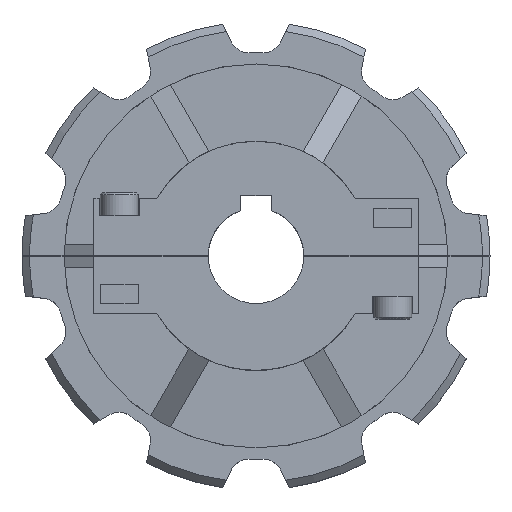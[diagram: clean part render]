
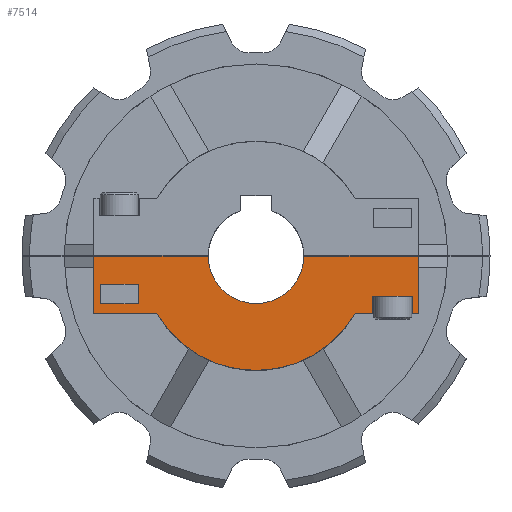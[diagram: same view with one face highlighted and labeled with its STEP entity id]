
A CAD part, top view. The second image highlights one B-rep face of the part: STEP entity #7514.
In plain terms, the highlighted planar face has unit normal (0, 0, 1).
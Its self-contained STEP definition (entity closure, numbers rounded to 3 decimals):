
#5030=DIRECTION('',(-1.,0.,0.));
#5031=VECTOR('',#5030,16.519);
#5032=CARTESIAN_POINT('',(-25.981,-15.,29.25));
#5033=LINE('',#5032,#5031);
#5038=DIRECTION('',(0.,1.,0.));
#5039=VECTOR('',#5038,14.875);
#5040=CARTESIAN_POINT('',(-42.5,-15.,29.25));
#5041=LINE('',#5040,#5039);
#5546=DIRECTION('',(-1.,0.,0.));
#5547=VECTOR('',#5546,1.5);
#5548=CARTESIAN_POINT('',(42.5,-15.,29.25));
#5549=LINE('',#5548,#5547);
#5558=DIRECTION('',(-1.,0.,0.));
#5559=VECTOR('',#5558,4.519);
#5560=CARTESIAN_POINT('',(30.5,-15.,29.25));
#5561=LINE('',#5560,#5559);
#5580=DIRECTION('',(0.,1.,0.));
#5581=VECTOR('',#5580,5.1);
#5582=CARTESIAN_POINT('',(-40.81,-12.5,29.25));
#5583=LINE('',#5582,#5581);
#5584=DIRECTION('',(-1.,0.,0.));
#5585=VECTOR('',#5584,9.83);
#5586=CARTESIAN_POINT('',(-30.98,-12.5,29.25));
#5587=LINE('',#5586,#5585);
#5588=DIRECTION('',(0.,-1.,0.));
#5589=VECTOR('',#5588,5.1);
#5590=CARTESIAN_POINT('',(-30.98,-7.4,29.25));
#5591=LINE('',#5590,#5589);
#5592=DIRECTION('',(1.,0.,0.));
#5593=VECTOR('',#5592,9.83);
#5594=CARTESIAN_POINT('',(-40.81,-7.4,29.25));
#5595=LINE('',#5594,#5593);
#5596=DIRECTION('',(1.,0.,0.));
#5597=VECTOR('',#5596,30.001);
#5598=CARTESIAN_POINT('',(-42.5,-0.125,29.25));
#5599=LINE('',#5598,#5597);
#5600=CARTESIAN_POINT('',(0.,0.,29.25));
#5601=DIRECTION('',(0.,0.,-1.));
#5602=DIRECTION('',(1.,-0.01,0.));
#5603=AXIS2_PLACEMENT_3D('',#5600,#5601,#5602);
#5605=DIRECTION('',(1.,0.,0.));
#5606=VECTOR('',#5605,30.001);
#5607=CARTESIAN_POINT('',(12.499,-0.125,29.25));
#5608=LINE('',#5607,#5606);
#5609=DIRECTION('',(1.,0.,0.));
#5610=VECTOR('',#5609,10.5);
#5611=CARTESIAN_POINT('',(30.5,-10.54,29.25));
#5612=LINE('',#5611,#5610);
#5613=DIRECTION('',(0.,1.,0.));
#5614=VECTOR('',#5613,4.46);
#5615=CARTESIAN_POINT('',(30.5,-15.,29.25));
#5616=LINE('',#5615,#5614);
#5617=CARTESIAN_POINT('',(0.,0.,29.25));
#5618=DIRECTION('',(0.,0.,1.));
#5619=DIRECTION('',(-0.866,-0.5,0.));
#5620=AXIS2_PLACEMENT_3D('',#5617,#5618,#5619);
#6110=DIRECTION('',(0.,-1.,0.));
#6111=VECTOR('',#6110,14.875);
#6112=CARTESIAN_POINT('',(42.5,-0.125,29.25));
#6113=LINE('',#6112,#6111);
#6135=DIRECTION('',(0.,1.,0.));
#6136=VECTOR('',#6135,4.46);
#6137=CARTESIAN_POINT('',(41.,-15.,29.25));
#6138=LINE('',#6137,#6136);
#6520=CARTESIAN_POINT('',(-30.98,-7.4,29.25));
#6522=VERTEX_POINT('',#6520);
#6524=CARTESIAN_POINT('',(30.5,-15.,29.25));
#6525=CARTESIAN_POINT('',(30.5,-10.54,29.25));
#6526=VERTEX_POINT('',#6524);
#6527=VERTEX_POINT('',#6525);
#6566=CARTESIAN_POINT('',(-40.81,-12.5,29.25));
#6568=VERTEX_POINT('',#6566);
#6622=CARTESIAN_POINT('',(42.5,-15.,29.25));
#6623=CARTESIAN_POINT('',(41.,-15.,29.25));
#6624=VERTEX_POINT('',#6622);
#6625=VERTEX_POINT('',#6623);
#6678=CARTESIAN_POINT('',(-40.81,-7.4,29.25));
#6679=VERTEX_POINT('',#6678);
#6719=CARTESIAN_POINT('',(-25.981,-15.,29.25));
#6720=CARTESIAN_POINT('',(-42.5,-15.,29.25));
#6721=VERTEX_POINT('',#6719);
#6722=VERTEX_POINT('',#6720);
#6735=CARTESIAN_POINT('',(-30.98,-12.5,29.25));
#6736=VERTEX_POINT('',#6735);
#6773=CARTESIAN_POINT('',(25.981,-15.,29.25));
#6774=VERTEX_POINT('',#6773);
#6813=CARTESIAN_POINT('',(41.,-10.54,29.25));
#6814=VERTEX_POINT('',#6813);
#6855=CARTESIAN_POINT('',(-42.5,-0.125,29.25));
#6856=CARTESIAN_POINT('',(-12.499,-0.125,29.25));
#6857=VERTEX_POINT('',#6855);
#6858=VERTEX_POINT('',#6856);
#6859=CARTESIAN_POINT('',(12.499,-0.125,29.25));
#6860=CARTESIAN_POINT('',(42.5,-0.125,29.25));
#6861=VERTEX_POINT('',#6859);
#6862=VERTEX_POINT('',#6860);
#7480=CARTESIAN_POINT('',(0.,0.,29.25));
#7481=DIRECTION('',(0.,0.,1.));
#7482=DIRECTION('',(1.,0.,0.));
#7483=AXIS2_PLACEMENT_3D('',#7480,#7481,#7482);
#7484=PLANE('',#7483);
#7485=ORIENTED_EDGE('',*,*,#7064,.T.);
#7487=ORIENTED_EDGE('',*,*,#7486,.F.);
#7488=ORIENTED_EDGE('',*,*,#7022,.T.);
#7490=ORIENTED_EDGE('',*,*,#7489,.T.);
#7491=ORIENTED_EDGE('',*,*,#7461,.T.);
#7493=ORIENTED_EDGE('',*,*,#7492,.T.);
#7495=ORIENTED_EDGE('',*,*,#7494,.F.);
#7497=ORIENTED_EDGE('',*,*,#7496,.F.);
#7498=ORIENTED_EDGE('',*,*,#7467,.T.);
#7499=ORIENTED_EDGE('',*,*,#6931,.F.);
#7500=ORIENTED_EDGE('',*,*,#6979,.T.);
#7501=ORIENTED_EDGE('',*,*,#6992,.T.);
#7502=EDGE_LOOP('',(#7485,#7487,#7488,#7490,#7491,#7493,#7495,#7497,#7498,#7499,
#7500,#7501));
#7503=FACE_OUTER_BOUND('',#7502,.F.);
#7505=ORIENTED_EDGE('',*,*,#7504,.F.);
#7507=ORIENTED_EDGE('',*,*,#7506,.F.);
#7509=ORIENTED_EDGE('',*,*,#7508,.F.);
#7511=ORIENTED_EDGE('',*,*,#7510,.F.);
#7512=EDGE_LOOP('',(#7505,#7507,#7509,#7511));
#7513=FACE_BOUND('',#7512,.F.);
#7514=ADVANCED_FACE('',(#7503,#7513),#7484,.T.);
#5604=CIRCLE('',#5603,12.5);
#5621=CIRCLE('',#5620,30.);
#6931=EDGE_CURVE('',#6721,#6774,#5621,.T.);
#6979=EDGE_CURVE('',#6721,#6722,#5033,.T.);
#6992=EDGE_CURVE('',#6722,#6857,#5041,.T.);
#7022=EDGE_CURVE('',#6861,#6862,#5608,.T.);
#7064=EDGE_CURVE('',#6857,#6858,#5599,.T.);
#7461=EDGE_CURVE('',#6624,#6625,#5549,.T.);
#7467=EDGE_CURVE('',#6526,#6774,#5561,.T.);
#7486=EDGE_CURVE('',#6861,#6858,#5604,.T.);
#7489=EDGE_CURVE('',#6862,#6624,#6113,.T.);
#7492=EDGE_CURVE('',#6625,#6814,#6138,.T.);
#7494=EDGE_CURVE('',#6527,#6814,#5612,.T.);
#7496=EDGE_CURVE('',#6526,#6527,#5616,.T.);
#7504=EDGE_CURVE('',#6568,#6679,#5583,.T.);
#7506=EDGE_CURVE('',#6736,#6568,#5587,.T.);
#7508=EDGE_CURVE('',#6522,#6736,#5591,.T.);
#7510=EDGE_CURVE('',#6679,#6522,#5595,.T.);
